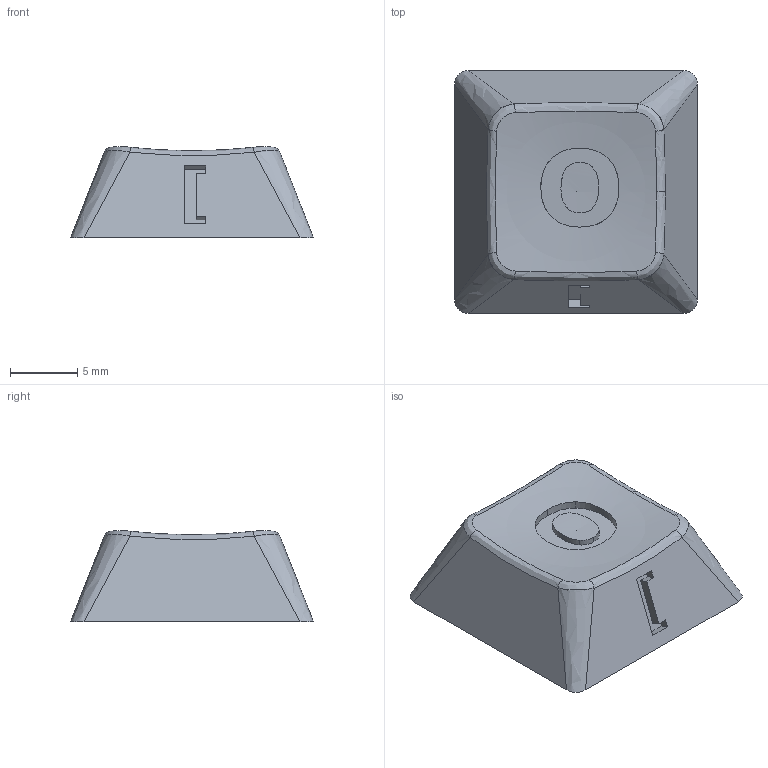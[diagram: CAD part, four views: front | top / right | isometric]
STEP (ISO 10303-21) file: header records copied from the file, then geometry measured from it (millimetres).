
FILE_DESCRIPTION(('FreeCAD Model'),'2;1');
FILE_NAME('Open CASCADE Shape Model','2024-03-01T17:37:30',(''),(''), 'Open CASCADE STEP processor 7.7','FreeCAD','Unknown');
FILE_SCHEMA(('AUTOMOTIVE_DESIGN { 1 0 10303 214 1 1 1 1 }'));
Length unit declared in the file: millimetre
Products named in the file (1): KeyO
Bounding box: 18 x 18 x 6.75 mm (x, y, z)
Volume: 679.9 mm3; surface area: 1229.2 mm2
Topology: 1 solids, 1 shells, 87 faces, 217 edges, 136 vertices
Faces by surface type: plane 26, bspline 21, cylinder 17, extrusion 16, revolution 4, sphere 2, torus 1
Full cylindrical faces by diameter (mm): 5.3 x1
Entity records: 3870 total; most frequent: CARTESIAN_POINT 2005, ORIENTED_EDGE 432, DIRECTION 291, EDGE_CURVE 216, VERTEX_POINT 136, VECTOR 117, LINE 101, FACE_BOUND 92
